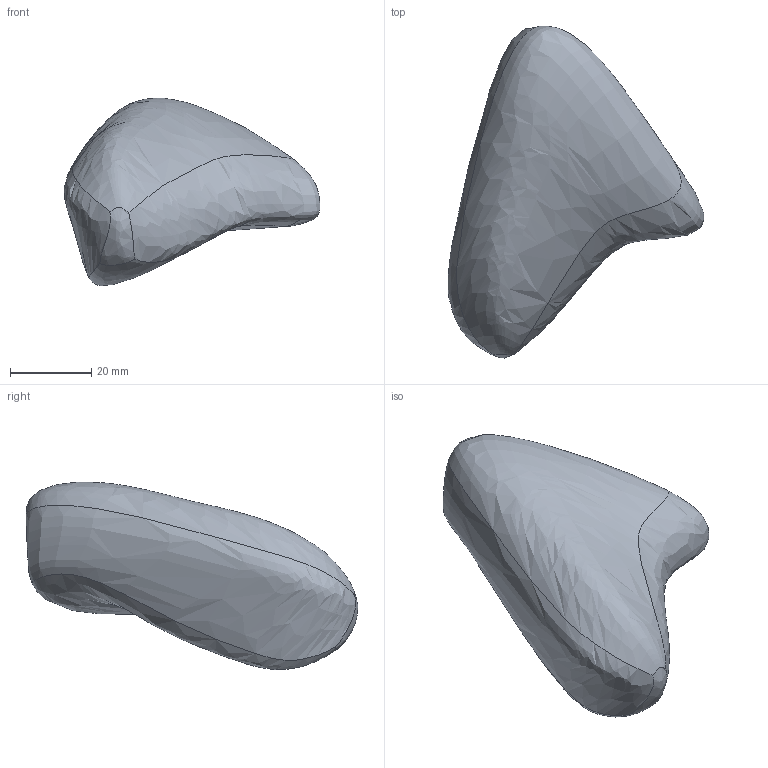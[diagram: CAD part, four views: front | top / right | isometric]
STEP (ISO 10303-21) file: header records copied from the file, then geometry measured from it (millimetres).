
FILE_DESCRIPTION(/* description */ (''),/* implementation_level */ '2;1');
FILE_NAME(/* name */ 'Xbox Handle.step',/* time_stamp */ '2023-10-02T15:31:19-04:00',/* author */ (''),/* organization */ (''),/* preprocessor_version */ 'ST-DEVELOPER v20',/* originating_system */ 'Autodesk Translation Framework v12.14.0.127',/* authorisation */ '');
FILE_SCHEMA (('AUTOMOTIVE_DESIGN { 1 0 10303 214 3 1 1 }'));
Length unit declared in the file: millimetre
Products named in the file (2): phobox v2; top tool
Assembly tree (1 placements, depth 2):
  phobox v2
    top tool
Bounding box: 62.78 x 81.51 x 46.07 mm (x, y, z)
Volume: 71341.8 mm3; surface area: 10118.8 mm2
Topology: 1 solids, 1 shells, 5 faces, 12 edges, 5 vertices
Faces by surface type: bspline 5
Entity records: 1072 total; most frequent: CARTESIAN_POINT 957, ORIENTED_EDGE 16, B_SPLINE_CURVE_WITH_KNOTS 8, EDGE_CURVE 8, DIRECTION 6, FACE_OUTER_BOUND 5, EDGE_LOOP 5, VERTEX_POINT 5
